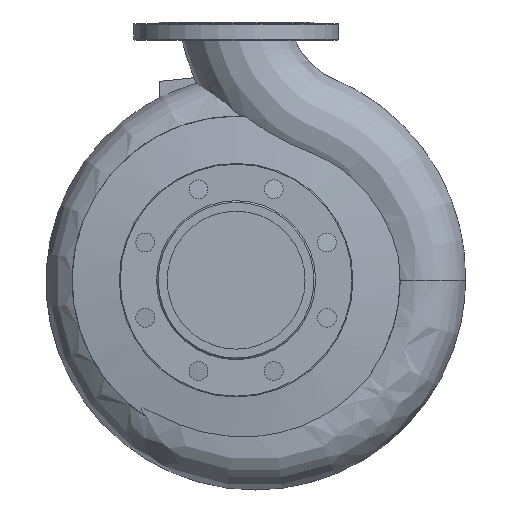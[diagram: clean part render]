
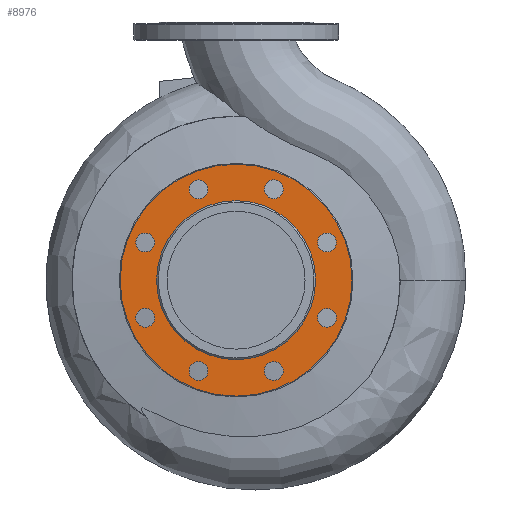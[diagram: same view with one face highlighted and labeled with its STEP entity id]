
A CAD part, left-side view. The second image highlights one B-rep face of the part: STEP entity #8976.
In plain terms, the highlighted planar face has unit normal (-1, 0, 0).
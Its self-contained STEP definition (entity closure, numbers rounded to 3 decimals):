
#326=FACE_BOUND('',#1942,.T.);
#327=FACE_BOUND('',#1943,.T.);
#328=FACE_BOUND('',#1944,.T.);
#329=FACE_BOUND('',#1945,.T.);
#330=FACE_BOUND('',#1946,.T.);
#331=FACE_BOUND('',#1947,.T.);
#332=FACE_BOUND('',#1948,.T.);
#333=FACE_BOUND('',#1949,.T.);
#334=FACE_BOUND('',#1950,.T.);
#512=CIRCLE('',#9644,11.5);
#514=CIRCLE('',#9647,11.5);
#516=CIRCLE('',#9650,11.5);
#518=CIRCLE('',#9653,11.5);
#520=CIRCLE('',#9656,11.5);
#522=CIRCLE('',#9659,11.5);
#524=CIRCLE('',#9662,11.5);
#526=CIRCLE('',#9665,11.5);
#527=CIRCLE('',#9667,97.);
#529=CIRCLE('',#9670,141.5);
#934=PLANE('',#9669);
#1319=FACE_OUTER_BOUND('',#1941,.T.);
#1941=EDGE_LOOP('',(#7095));
#1942=EDGE_LOOP('',(#7096));
#1943=EDGE_LOOP('',(#7097));
#1944=EDGE_LOOP('',(#7098));
#1945=EDGE_LOOP('',(#7099));
#1946=EDGE_LOOP('',(#7100));
#1947=EDGE_LOOP('',(#7101));
#1948=EDGE_LOOP('',(#7102));
#1949=EDGE_LOOP('',(#7103));
#1950=EDGE_LOOP('',(#7104));
#4280=VERTEX_POINT('',#14620);
#4282=VERTEX_POINT('',#14625);
#4284=VERTEX_POINT('',#14630);
#4286=VERTEX_POINT('',#14635);
#4288=VERTEX_POINT('',#14640);
#4290=VERTEX_POINT('',#14645);
#4292=VERTEX_POINT('',#14650);
#4294=VERTEX_POINT('',#14655);
#4295=VERTEX_POINT('',#14658);
#4297=VERTEX_POINT('',#14663);
#5306=EDGE_CURVE('',#4280,#4280,#512,.T.);
#5308=EDGE_CURVE('',#4282,#4282,#514,.T.);
#5310=EDGE_CURVE('',#4284,#4284,#516,.T.);
#5312=EDGE_CURVE('',#4286,#4286,#518,.T.);
#5314=EDGE_CURVE('',#4288,#4288,#520,.T.);
#5316=EDGE_CURVE('',#4290,#4290,#522,.T.);
#5318=EDGE_CURVE('',#4292,#4292,#524,.T.);
#5320=EDGE_CURVE('',#4294,#4294,#526,.T.);
#5321=EDGE_CURVE('',#4295,#4295,#527,.T.);
#5323=EDGE_CURVE('',#4297,#4297,#529,.T.);
#7095=ORIENTED_EDGE('',*,*,#5323,.T.);
#7096=ORIENTED_EDGE('',*,*,#5306,.F.);
#7097=ORIENTED_EDGE('',*,*,#5308,.F.);
#7098=ORIENTED_EDGE('',*,*,#5310,.F.);
#7099=ORIENTED_EDGE('',*,*,#5312,.F.);
#7100=ORIENTED_EDGE('',*,*,#5314,.F.);
#7101=ORIENTED_EDGE('',*,*,#5316,.F.);
#7102=ORIENTED_EDGE('',*,*,#5318,.F.);
#7103=ORIENTED_EDGE('',*,*,#5320,.F.);
#7104=ORIENTED_EDGE('',*,*,#5321,.F.);
#8976=ADVANCED_FACE('',(#1319,#326,#327,#328,#329,#330,#331,#332,#333,#334),
#934,.F.);
#9644=AXIS2_PLACEMENT_3D('',#14621,#11243,#11244);
#9647=AXIS2_PLACEMENT_3D('',#14626,#11249,#11250);
#9650=AXIS2_PLACEMENT_3D('',#14631,#11255,#11256);
#9653=AXIS2_PLACEMENT_3D('',#14636,#11261,#11262);
#9656=AXIS2_PLACEMENT_3D('',#14641,#11267,#11268);
#9659=AXIS2_PLACEMENT_3D('',#14646,#11273,#11274);
#9662=AXIS2_PLACEMENT_3D('',#14651,#11279,#11280);
#9665=AXIS2_PLACEMENT_3D('',#14656,#11285,#11286);
#9667=AXIS2_PLACEMENT_3D('',#14659,#11289,#11290);
#9669=AXIS2_PLACEMENT_3D('',#14662,#11293,#11294);
#9670=AXIS2_PLACEMENT_3D('',#14664,#11295,#11296);
#11243=DIRECTION('center_axis',(-1.,0.,0.));
#11244=DIRECTION('ref_axis',(0.,0.707,-0.707));
#11249=DIRECTION('center_axis',(-1.,0.,0.));
#11250=DIRECTION('ref_axis',(0.,1.,0.));
#11255=DIRECTION('center_axis',(-1.,0.,0.));
#11256=DIRECTION('ref_axis',(0.,0.707,0.707));
#11261=DIRECTION('center_axis',(-1.,0.,0.));
#11262=DIRECTION('ref_axis',(0.,0.,
1.));
#11267=DIRECTION('center_axis',(-1.,0.,0.));
#11268=DIRECTION('ref_axis',(0.,-0.707,0.707));
#11273=DIRECTION('center_axis',(-1.,0.,0.));
#11274=DIRECTION('ref_axis',(0.,-1.,0.));
#11279=DIRECTION('center_axis',(-1.,0.,0.));
#11280=DIRECTION('ref_axis',(0.,-0.707,-0.707));
#11285=DIRECTION('center_axis',(-1.,0.,0.));
#11286=DIRECTION('ref_axis',(0.,0.,-1.));
#11289=DIRECTION('center_axis',(-1.,0.,0.));
#11290=DIRECTION('ref_axis',(0.,-1.,0.));
#11293=DIRECTION('center_axis',(1.,0.,0.));
#11294=DIRECTION('ref_axis',(0.,0.,1.));
#11295=DIRECTION('center_axis',(-1.,0.,0.));
#11296=DIRECTION('ref_axis',(0.,-1.,0.));
#14620=CARTESIAN_POINT('',(-138.,-118.997,94.21));
#14621=CARTESIAN_POINT('Origin',(-138.,-110.866,86.078));
#14625=CARTESIAN_POINT('',(-138.,-57.422,21.134));
#14626=CARTESIAN_POINT('Origin',(-138.,-45.922,21.134));
#14630=CARTESIAN_POINT('',(-138.,37.79,13.003));
#14631=CARTESIAN_POINT('Origin',(-138.,45.922,21.134));
#14635=CARTESIAN_POINT('',(-138.,110.866,74.578));
#14636=CARTESIAN_POINT('Origin',(-138.,110.866,86.078));
#14640=CARTESIAN_POINT('',(-138.,118.997,169.79));
#14641=CARTESIAN_POINT('Origin',(-138.,110.866,177.922));
#14645=CARTESIAN_POINT('',(-138.,57.422,242.866));
#14646=CARTESIAN_POINT('Origin',(-138.,45.922,242.866));
#14650=CARTESIAN_POINT('',(-138.,-37.79,250.997));
#14651=CARTESIAN_POINT('Origin',(-138.,-45.922,242.866));
#14655=CARTESIAN_POINT('',(-138.,-110.866,189.422));
#14656=CARTESIAN_POINT('Origin',(-138.,-110.866,177.922));
#14658=CARTESIAN_POINT('',(-138.,-97.,132.));
#14659=CARTESIAN_POINT('Origin',(-138.,0.,132.));
#14662=CARTESIAN_POINT('Origin',(-138.,-119.25,132.));
#14663=CARTESIAN_POINT('',(-138.,-141.5,132.));
#14664=CARTESIAN_POINT('Origin',(-138.,0.,132.));
